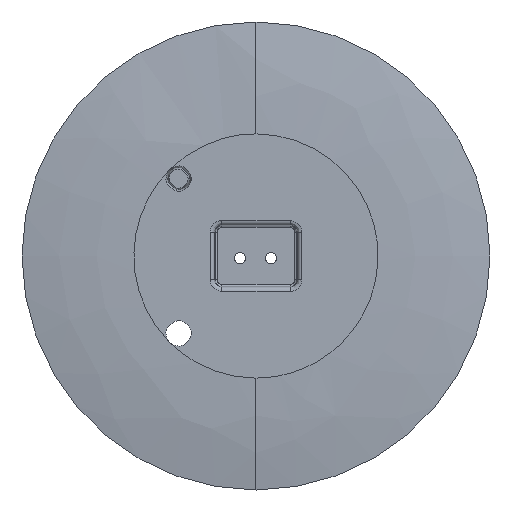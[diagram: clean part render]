
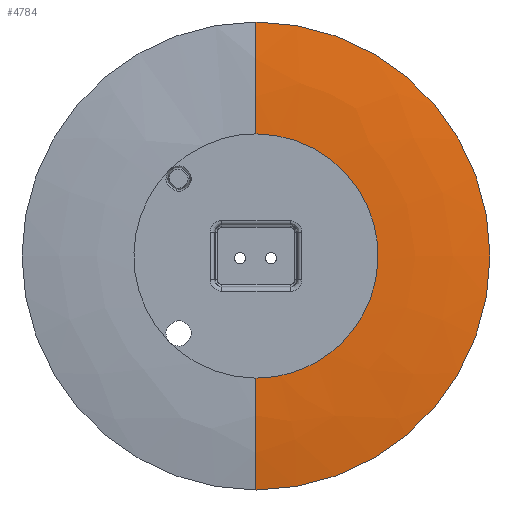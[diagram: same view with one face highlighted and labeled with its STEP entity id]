
A CAD part, front view. The second image highlights one B-rep face of the part: STEP entity #4784.
In plain terms, the highlighted free-form (B-spline) face has degree [3, 3] with [4, 4] control points.
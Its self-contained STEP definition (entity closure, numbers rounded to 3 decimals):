
#242 = CIRCLE ( 'NONE', #3008, 113. ) ;
#253 = CIRCLE ( 'NONE', #3007, 303. ) ;
#261 = CIRCLE ( 'NONE', #2979, 113. ) ;
#401 = CIRCLE ( 'NONE', #3006, 303. ) ;
#746 = CARTESIAN_POINT ( 'NONE',  ( 690., -151.992, 90. ) ) ;
#747 = DIRECTION ( 'NONE',  ( 0., -1., 0. ) ) ;
#748 = DIRECTION ( 'NONE',  ( 0., 0., 1. ) ) ;
#1590 = CARTESIAN_POINT ( 'NONE',  ( 807.913, -156.851, 148.956 ) ) ;
#1594 = CARTESIAN_POINT ( 'NONE',  ( 690., -156.851, 148.956 ) ) ;
#1605 =( BOUNDED_SURFACE ( )  B_SPLINE_SURFACE ( 3, 3, ( 
 ( #2924, #2923, #2940, #2941 ),
 ( #2942, #2943, #2944, #2945 ),
 ( #2946, #2947, #2948, #2949 ),
 ( #1594, #1590, #3586, #3587 ) ),
 .UNSPECIFIED., .F., .F., .F. ) 
 B_SPLINE_SURFACE_WITH_KNOTS ( ( 4, 4 ),
 ( 4, 4 ),
 ( 0., 1. ),
 ( 0., 1. ),
 .UNSPECIFIED. ) 
 GEOMETRIC_REPRESENTATION_ITEM ( )  RATIONAL_B_SPLINE_SURFACE ( (
 ( 1., 0.333, 0.333, 1.),
 ( 0.997, 0.332, 0.332, 0.997),
 ( 0.997, 0.332, 0.332, 0.997),
 ( 1., 0.333, 0.333, 1.) ) ) 
 REPRESENTATION_ITEM ( '' )  SURFACE ( )  );
#1651 =( BOUNDED_CURVE ( )  B_SPLINE_CURVE ( 3, ( #6384, #6749, #6687, #6441 ),
 .UNSPECIFIED., .F., .F. ) 
 B_SPLINE_CURVE_WITH_KNOTS ( ( 4, 4 ),
 ( 0., 1. ),
 .UNSPECIFIED. ) 
 CURVE ( )  GEOMETRIC_REPRESENTATION_ITEM ( )  RATIONAL_B_SPLINE_CURVE ( ( 1., 0.333, 0.333, 1. ) ) 
 REPRESENTATION_ITEM ( '' )  );
#2923 = CARTESIAN_POINT ( 'NONE',  ( 916., -151.992, 203. ) ) ;
#2924 = CARTESIAN_POINT ( 'NONE',  ( 690., -151.992, 203. ) ) ;
#2940 = CARTESIAN_POINT ( 'NONE',  ( 916., -151.992, -23. ) ) ;
#2941 = CARTESIAN_POINT ( 'NONE',  ( 690., -151.992, -23. ) ) ;
#2942 = CARTESIAN_POINT ( 'NONE',  ( 690., -155.227, 185.155 ) ) ;
#2943 = CARTESIAN_POINT ( 'NONE',  ( 880.31, -155.227, 185.155 ) ) ;
#2944 = CARTESIAN_POINT ( 'NONE',  ( 880.31, -155.227, -5.155 ) ) ;
#2945 = CARTESIAN_POINT ( 'NONE',  ( 690., -155.227, -5.155 ) ) ;
#2946 = CARTESIAN_POINT ( 'NONE',  ( 690., -156.851, 167.092 ) ) ;
#2947 = CARTESIAN_POINT ( 'NONE',  ( 844.184, -156.851, 167.092 ) ) ;
#2948 = CARTESIAN_POINT ( 'NONE',  ( 844.184, -156.851, 12.908 ) ) ;
#2949 = CARTESIAN_POINT ( 'NONE',  ( 690., -156.851, 12.908 ) ) ;
#2979 = AXIS2_PLACEMENT_3D ( 'NONE', #746, #747, #748 ) ;
#3006 = AXIS2_PLACEMENT_3D ( 'NONE', #4803, #4802, #4804 ) ;
#3007 = AXIS2_PLACEMENT_3D ( 'NONE', #6595, #6915, #6315 ) ;
#3008 = AXIS2_PLACEMENT_3D ( 'NONE', #6429, #6642, #6539 ) ;
#3340 = EDGE_CURVE ( 'NONE', #5977, #5943, #1651, .T. ) ;
#3341 = EDGE_CURVE ( 'NONE', #6031, #5969, #242, .T. ) ;
#3342 = EDGE_CURVE ( 'NONE', #6134, #5977, #253, .T. ) ;
#3344 = EDGE_CURVE ( 'NONE', #6031, #5943, #401, .T. ) ;
#3403 = EDGE_CURVE ( 'NONE', #5969, #6134, #261, .T. ) ;
#3586 = CARTESIAN_POINT ( 'NONE',  ( 807.913, -156.851, 31.044 ) ) ;
#3587 = CARTESIAN_POINT ( 'NONE',  ( 690., -156.851, 31.044 ) ) ;
#3745 = CARTESIAN_POINT ( 'NONE',  ( 690., -156.851, 31.044 ) ) ;
#3755 = CARTESIAN_POINT ( 'NONE',  ( 803., -151.992, 90. ) ) ;
#3759 = CARTESIAN_POINT ( 'NONE',  ( 690., -156.851, 148.956 ) ) ;
#3774 = CARTESIAN_POINT ( 'NONE',  ( 690., -151.992, -23. ) ) ;
#3806 = CARTESIAN_POINT ( 'NONE',  ( 690., -151.992, 203. ) ) ;
#4776 = FACE_OUTER_BOUND ( 'NONE', #6070, .T. ) ;
#4784 = ADVANCED_FACE ( 'NONE', ( #4776 ), #1605, .T. ) ;
#4802 = DIRECTION ( 'NONE',  ( -1., 0., 0. ) ) ;
#4803 = CARTESIAN_POINT ( 'NONE',  ( 690., 146.149, 31.044 ) ) ;
#4804 = DIRECTION ( 'NONE',  ( 0., 0., -1. ) ) ;
#4940 = ORIENTED_EDGE ( 'NONE', *, *, #3344, .F. ) ;
#5093 = ORIENTED_EDGE ( 'NONE', *, *, #3340, .T. ) ;
#5532 = ORIENTED_EDGE ( 'NONE', *, *, #3341, .T. ) ;
#5724 = ORIENTED_EDGE ( 'NONE', *, *, #3403, .T. ) ;
#5748 = ORIENTED_EDGE ( 'NONE', *, *, #3342, .T. ) ;
#5943 = VERTEX_POINT ( 'NONE', #3745 ) ;
#5969 = VERTEX_POINT ( 'NONE', #3755 ) ;
#5977 = VERTEX_POINT ( 'NONE', #3759 ) ;
#6031 = VERTEX_POINT ( 'NONE', #3774 ) ;
#6070 = EDGE_LOOP ( 'NONE', ( #4940, #5532, #5724, #5748, #5093 ) ) ;
#6134 = VERTEX_POINT ( 'NONE', #3806 ) ;
#6315 = DIRECTION ( 'NONE',  ( 0., 0., 1. ) ) ;
#6384 = CARTESIAN_POINT ( 'NONE',  ( 690., -156.851, 148.956 ) ) ;
#6429 = CARTESIAN_POINT ( 'NONE',  ( 690., -151.992, 90. ) ) ;
#6441 = CARTESIAN_POINT ( 'NONE',  ( 690., -156.851, 31.044 ) ) ;
#6539 = DIRECTION ( 'NONE',  ( 0., 0., 1. ) ) ;
#6595 = CARTESIAN_POINT ( 'NONE',  ( 690., 146.149, 148.956 ) ) ;
#6642 = DIRECTION ( 'NONE',  ( 0., -1., 0. ) ) ;
#6687 = CARTESIAN_POINT ( 'NONE',  ( 807.913, -156.851, 31.044 ) ) ;
#6749 = CARTESIAN_POINT ( 'NONE',  ( 807.913, -156.851, 148.956 ) ) ;
#6915 = DIRECTION ( 'NONE',  ( 1., 0., 0. ) ) ;
